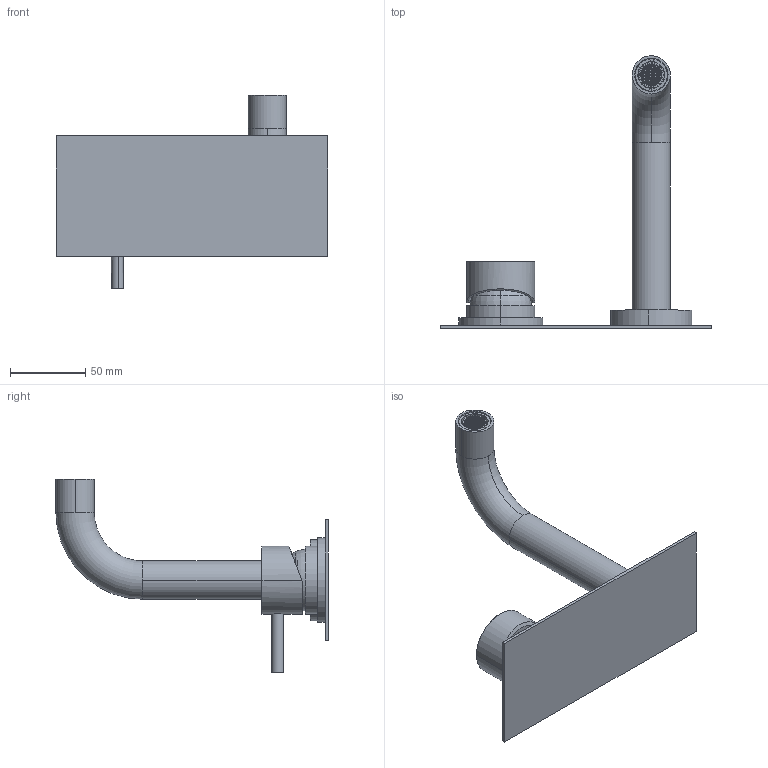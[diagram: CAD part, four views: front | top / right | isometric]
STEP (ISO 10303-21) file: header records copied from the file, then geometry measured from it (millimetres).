
FILE_DESCRIPTION (( 'STEP AP214' ), '1' );
FILE_NAME ('SMOS25160LH_shell.STEP', '2017-08-03T02:17:45', ( 'khoa' ), ( '' ), 'SwSTEP 2.0', 'SolidWorks 2016', '' );
FILE_SCHEMA (( 'AUTOMOTIVE_DESIGN' ));
Length unit declared in the file: millimetre
Products named in the file (2): SMOS25160LH_shell
Bounding box: 180 x 180.7 x 128.54 mm (x, y, z)
Volume: 147462.7 mm3; surface area: 75551.5 mm2
Topology: 1 solids, 2 shells, 1223 faces, 3096 edges, 2053 vertices
Faces by surface type: plane 1099, cylinder 88, cone 26, torus 10
Entity records: 49637 total; most frequent: CARTESIAN_POINT 6529, ORIENTED_EDGE 6188, DIRECTION 5770, EDGE_CURVE 3094, LINE 2836, VECTOR 2836, VERTEX_POINT 2053, AXIS2_PLACEMENT_3D 1467
